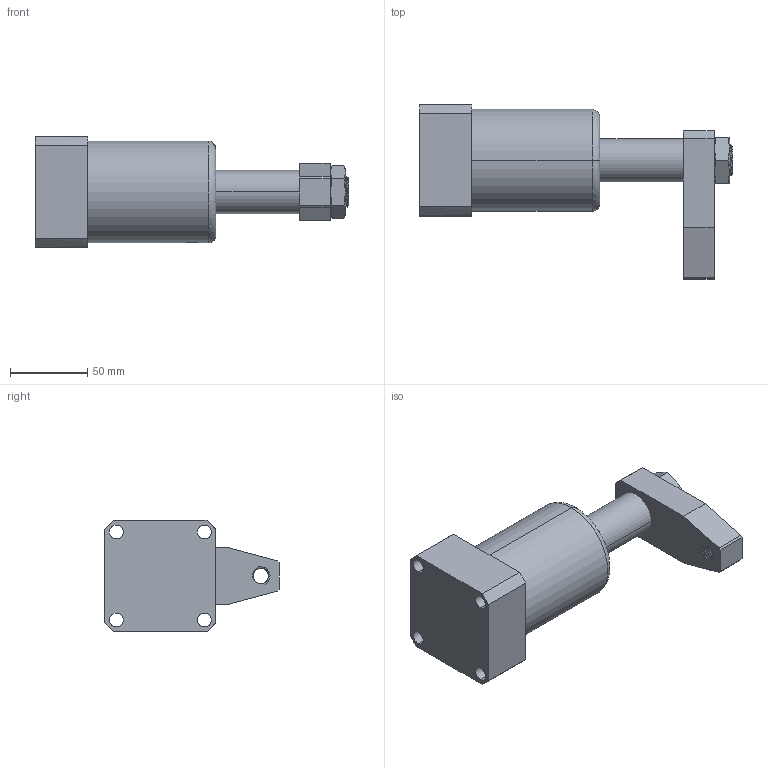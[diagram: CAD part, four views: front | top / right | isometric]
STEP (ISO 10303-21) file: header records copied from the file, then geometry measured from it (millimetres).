
FILE_DESCRIPTION (( 'STEP AP203' ), '1' );
FILE_NAME ('chs-50se_asm.STEP', '2019-04-24T10:21:42', ( '' ), ( '' ), 'SwSTEP 2.0', 'SolidWorks 2017', '' );
FILE_SCHEMA (( 'CONFIG_CONTROL_DESIGN' ));
Length unit declared in the file: millimetre
Products named in the file (5): chs-50se_asm; CHS-50-EBT_1; CHS-50SYB_1; M20LM_1; CHS-50-ESHSG
Assembly tree (4 placements, depth 2):
  chs-50se_asm
    CHS-50-EBT_1
    CHS-50-ESHSG
    CHS-50SYB_1
    M20LM_1
Bounding box: 203 x 113 x 72 mm (x, y, z)
Volume: 451101.9 mm3; surface area: 89443.7 mm2
Topology: 4 solids, 4 shells, 226 faces, 781 edges, 568 vertices
Faces by surface type: cylinder 126, bspline 44, plane 40, cone 16
Entity records: 31632 total; most frequent: CARTESIAN_POINT 25389, ORIENTED_EDGE 1562, EDGE_CURVE 781, DIRECTION 668, VERTEX_POINT 568, B_SPLINE_CURVE_WITH_KNOTS 530, EDGE_LOOP 249, AXIS2_PLACEMENT_3D 237
